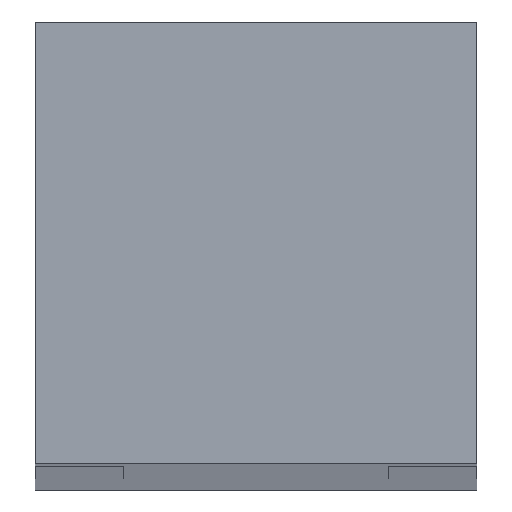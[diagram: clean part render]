
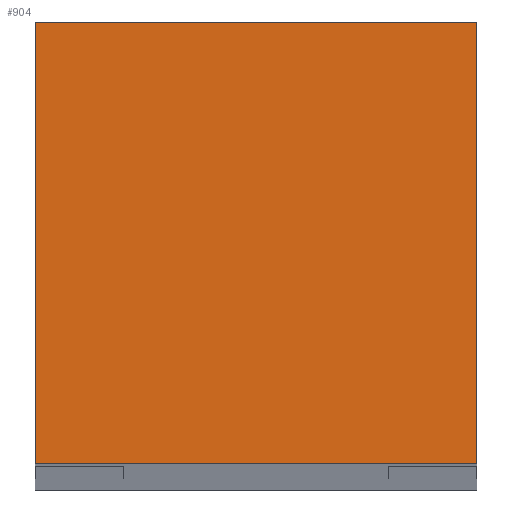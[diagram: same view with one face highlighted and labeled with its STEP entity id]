
A CAD part, top view. The second image highlights one B-rep face of the part: STEP entity #904.
In plain terms, the highlighted planar face has unit normal (0, 0, 1).
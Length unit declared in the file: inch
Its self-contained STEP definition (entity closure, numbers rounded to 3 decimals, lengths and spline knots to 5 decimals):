
#48=PLANE('',#1001);
#98=FACE_OUTER_BOUND('',#148,.T.);
#148=EDGE_LOOP('',(#825,#826,#827,#828));
#268=LINE('',#1506,#364);
#273=LINE('',#1513,#369);
#276=LINE('',#1518,#372);
#278=LINE('',#1524,#374);
#364=VECTOR('',#1239,0.3937);
#369=VECTOR('',#1246,0.3937);
#372=VECTOR('',#1251,0.3937);
#374=VECTOR('',#1261,0.3937);
#453=VERTEX_POINT('',#1503);
#454=VERTEX_POINT('',#1505);
#455=VERTEX_POINT('',#1511);
#456=VERTEX_POINT('',#1516);
#574=EDGE_CURVE('',#454,#453,#268,.T.);
#579=EDGE_CURVE('',#453,#455,#273,.T.);
#582=EDGE_CURVE('',#455,#456,#276,.T.);
#584=EDGE_CURVE('',#456,#454,#278,.T.);
#825=ORIENTED_EDGE('',*,*,#574,.T.);
#826=ORIENTED_EDGE('',*,*,#579,.T.);
#827=ORIENTED_EDGE('',*,*,#582,.T.);
#828=ORIENTED_EDGE('',*,*,#584,.T.);
#904=ADVANCED_FACE('',(#98),#48,.T.);
#1001=AXIS2_PLACEMENT_3D('',#1523,#1259,#1260);
#1239=DIRECTION('',(1.,0.,0.));
#1246=DIRECTION('',(0.,1.,0.));
#1251=DIRECTION('',(-1.,0.,0.));
#1259=DIRECTION('center_axis',(0.,0.,1.));
#1260=DIRECTION('ref_axis',(0.,-1.,0.));
#1261=DIRECTION('',(0.,-1.,0.));
#1503=CARTESIAN_POINT('',(1.,-1.,6.));
#1505=CARTESIAN_POINT('',(-1.,-1.,6.));
#1506=CARTESIAN_POINT('',(0.,-1.,6.));
#1511=CARTESIAN_POINT('',(1.,1.,6.));
#1513=CARTESIAN_POINT('',(1.,0.,6.));
#1516=CARTESIAN_POINT('',(-1.,1.,6.));
#1518=CARTESIAN_POINT('',(0.,1.,6.));
#1523=CARTESIAN_POINT('Origin',(0.,0.,6.));
#1524=CARTESIAN_POINT('',(-1.,0.,6.));
